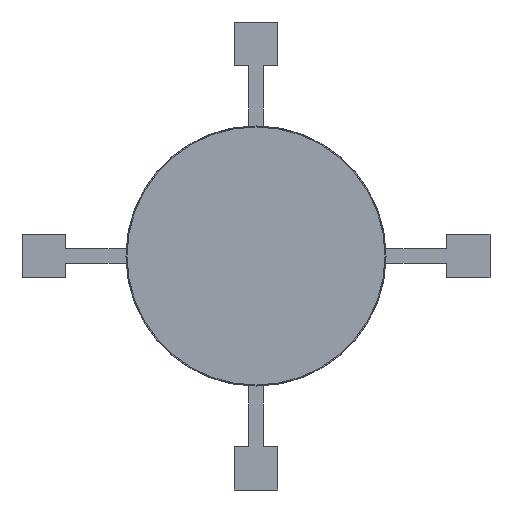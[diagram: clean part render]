
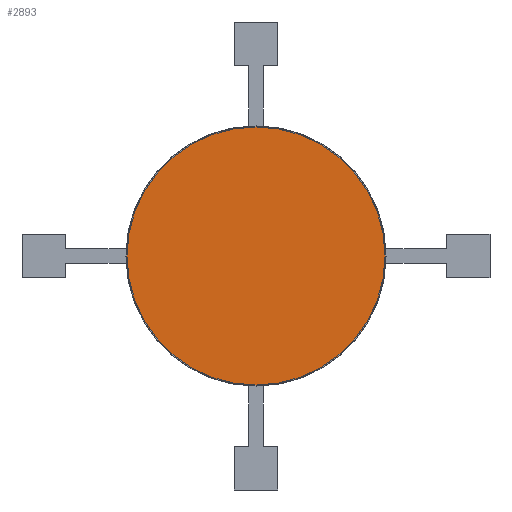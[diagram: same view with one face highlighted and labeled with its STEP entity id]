
A CAD part, left-side view. The second image highlights one B-rep face of the part: STEP entity #2893.
In plain terms, the highlighted planar face has unit normal (-1, 0, 0).
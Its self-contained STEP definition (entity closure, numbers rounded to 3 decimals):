
#2802 = VERTEX_POINT('',#2803);
#2803 = CARTESIAN_POINT('',(-500.,272.,0.));
#2812 = CYLINDRICAL_SURFACE('',#2813,272.);
#2813 = AXIS2_PLACEMENT_3D('',#2814,#2815,#2816);
#2814 = CARTESIAN_POINT('',(-500.,0.,0.));
#2815 = DIRECTION('',(-1.,-0.,-0.));
#2816 = DIRECTION('',(0.,1.,0.));
#2863 = EDGE_CURVE('',#2802,#2802,#2864,.T.);
#2864 = SURFACE_CURVE('',#2865,(#2870,#2877),.PCURVE_S1.);
#2865 = CIRCLE('',#2866,272.);
#2866 = AXIS2_PLACEMENT_3D('',#2867,#2868,#2869);
#2867 = CARTESIAN_POINT('',(-500.,0.,0.));
#2868 = DIRECTION('',(1.,0.,0.));
#2869 = DIRECTION('',(0.,1.,0.));
#2870 = PCURVE('',#2812,#2871);
#2871 = DEFINITIONAL_REPRESENTATION('',(#2872),#2876);
#2872 = LINE('',#2873,#2874);
#2873 = CARTESIAN_POINT('',(-0.,0.));
#2874 = VECTOR('',#2875,1.);
#2875 = DIRECTION('',(-1.,0.));
#2876 = ( GEOMETRIC_REPRESENTATION_CONTEXT(2) 
PARAMETRIC_REPRESENTATION_CONTEXT() REPRESENTATION_CONTEXT('2D SPACE',''
  ) );
#2877 = PCURVE('',#2878,#2883);
#2878 = PLANE('',#2879);
#2879 = AXIS2_PLACEMENT_3D('',#2880,#2881,#2882);
#2880 = CARTESIAN_POINT('',(-500.,272.,0.));
#2881 = DIRECTION('',(-1.,0.,0.));
#2882 = DIRECTION('',(0.,0.,-1.));
#2883 = DEFINITIONAL_REPRESENTATION('',(#2884),#2892);
#2884 = ( BOUNDED_CURVE() B_SPLINE_CURVE(2,(#2885,#2886,#2887,#2888,
#2889,#2890,#2891),.UNSPECIFIED.,.F.,.F.) B_SPLINE_CURVE_WITH_KNOTS((1,2
    ,2,2,2,1),(-2.094,0.,2.094,4.189,
6.283,8.378),.UNSPECIFIED.) CURVE() 
GEOMETRIC_REPRESENTATION_ITEM() RATIONAL_B_SPLINE_CURVE((1.,0.5,1.,0.5,
1.,0.5,1.)) REPRESENTATION_ITEM('') );
#2885 = CARTESIAN_POINT('',(0.,0.));
#2886 = CARTESIAN_POINT('',(-471.118,0.));
#2887 = CARTESIAN_POINT('',(-235.559,408.));
#2888 = CARTESIAN_POINT('',(0.,816.));
#2889 = CARTESIAN_POINT('',(235.559,408.));
#2890 = CARTESIAN_POINT('',(471.118,0.));
#2891 = CARTESIAN_POINT('',(0.,0.));
#2892 = ( GEOMETRIC_REPRESENTATION_CONTEXT(2) 
PARAMETRIC_REPRESENTATION_CONTEXT() REPRESENTATION_CONTEXT('2D SPACE',''
  ) );
#2893 = ADVANCED_FACE('',(#2894),#2878,.T.);
#2894 = FACE_BOUND('',#2895,.F.);
#2895 = EDGE_LOOP('',(#2896));
#2896 = ORIENTED_EDGE('',*,*,#2863,.T.);
